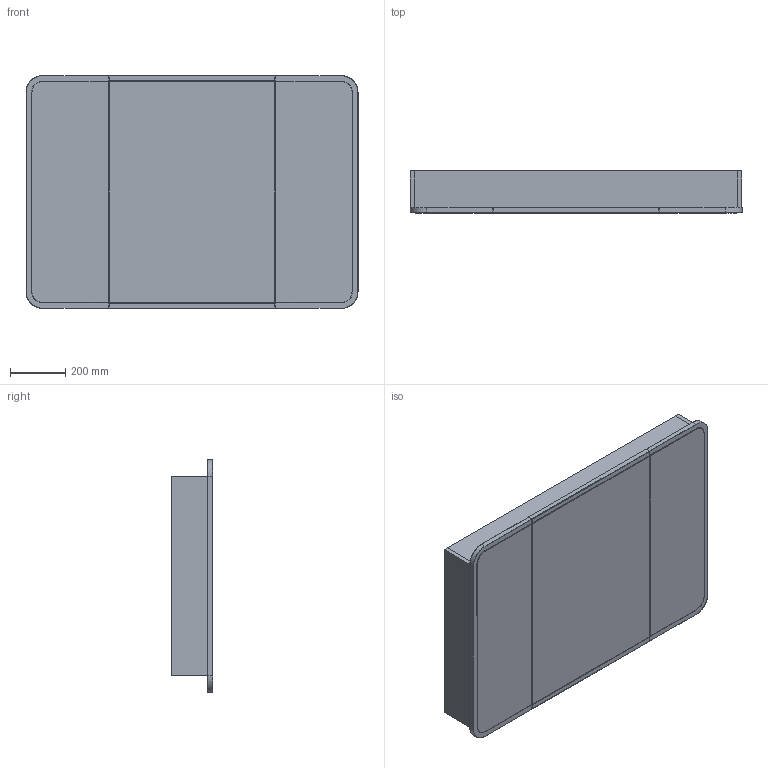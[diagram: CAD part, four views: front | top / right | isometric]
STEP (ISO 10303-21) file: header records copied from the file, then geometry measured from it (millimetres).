
FILE_DESCRIPTION(/* description */ (''),/* implementation_level */ '2;1');
FILE_NAME(/* name */ 'STEP - LUXSC12080_44753',/* time_stamp */ '2026-02-20T14:42:19+11:00',/* author */ (''),/* organization */ (''),/* preprocessor_version */ 'ST-DEVELOPER v16.5',/* originating_system */ 'Rhino 7.38',/* authorisation */ '');
FILE_SCHEMA (('AUTOMOTIVE_DESIGN'));
Length unit declared in the file: millimetre
Products named in the file (1): Document
Bounding box: 1199 x 151 x 841 mm (x, y, z)
Volume: 39711391.9 mm3; surface area: 6792285.3 mm2
Topology: 11 solids, 11 shells, 142 faces, 316 edges, 196 vertices
Faces by surface type: plane 98, cylinder 28, bspline 16
Entity records: 4156 total; most frequent: CARTESIAN_POINT 1820, ORIENTED_EDGE 632, EDGE_CURVE 316, B_SPLINE_CURVE_WITH_KNOTS 244, VERTEX_POINT 196, ADVANCED_FACE 142, FACE_OUTER_BOUND 142, EDGE_LOOP 142
